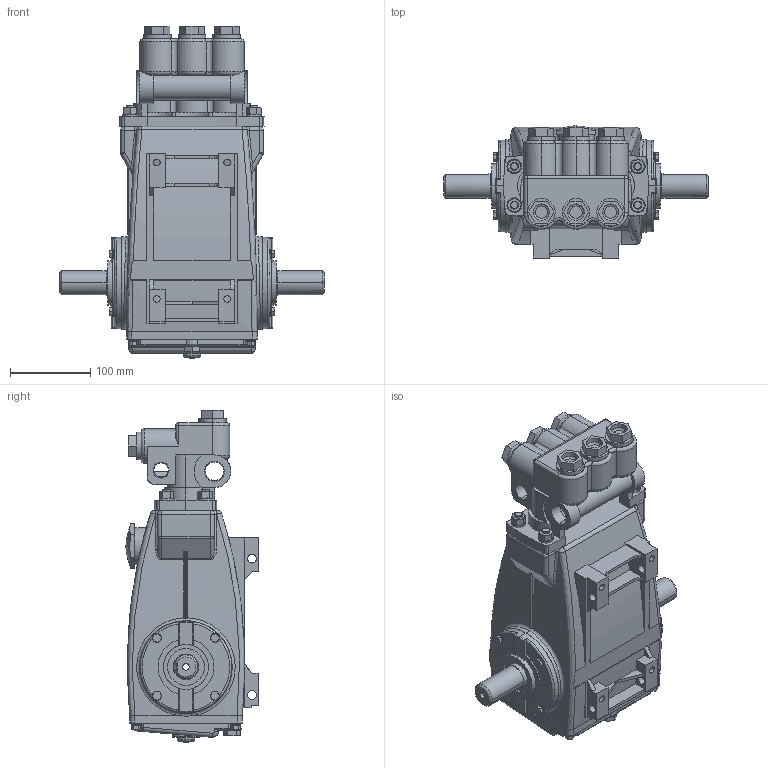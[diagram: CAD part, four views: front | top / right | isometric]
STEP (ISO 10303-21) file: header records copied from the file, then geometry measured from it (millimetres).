
FILE_DESCRIPTION (( 'STEP AP203' ), '1' );
FILE_NAME ('660.STEP', '2011-07-01T15:11:01', ( 'admin' ), ( '' ), 'SwSTEP 2.0', 'SolidWorks 2011', '' );
FILE_SCHEMA (( 'CONFIG_CONTROL_DESIGN' ));
Length unit declared in the file: inch
Products named in the file (1): 660
Bounding box: 329.95 x 164.93 x 413.44 mm (x, y, z)
Surface area: 368998.6 mm2 (no closed solid volume)
Topology: 0 solids, 19 shells, 867 faces, 2425 edges, 1508 vertices
Faces by surface type: plane 390, cylinder 299, torus 75, cone 42, bspline 38, sphere 23
Entity records: 32242 total; most frequent: CARTESIAN_POINT 10089, DIRECTION 4824, ORIENTED_EDGE 4340, EDGE_CURVE 2399, AXIS2_PLACEMENT_3D 1824, VERTEX_POINT 1506, VECTOR 1176, LINE 1176
